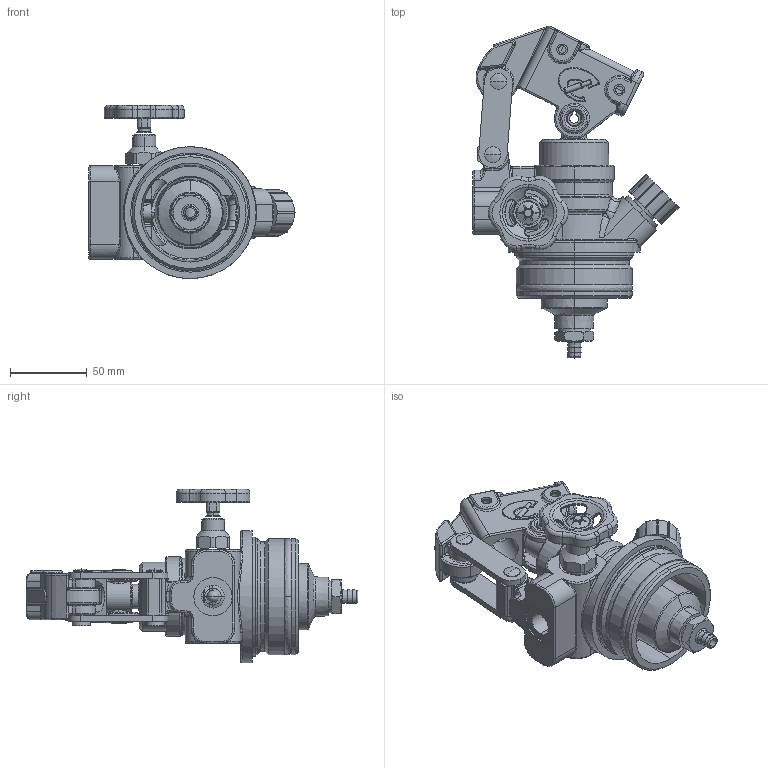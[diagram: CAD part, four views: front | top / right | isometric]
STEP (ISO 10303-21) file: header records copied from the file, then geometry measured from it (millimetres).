
FILE_DESCRIPTION (( 'STEP AP203' ), '1' );
FILE_NAME ('P25SDA1.STEP', '2011-11-18T06:46:05', ( 'Chapel' ), ( 'Chapel' ), 'SwSTEP 2.0', 'SolidWorks 2007', '' );
FILE_SCHEMA (( 'CONFIG_CONTROL_DESIGN' ));
Length unit declared in the file: millimetre
Products named in the file (1): P25SDA1
Bounding box: 134.36 x 216.4 x 112.9 mm (x, y, z)
Surface area: 115776.6 mm2 (no closed solid volume)
Topology: 0 solids, 38 shells, 1150 faces, 3142 edges, 1912 vertices
Faces by surface type: cylinder 422, torus 249, bspline 206, plane 164, cone 79, sphere 30
Entity records: 47046 total; most frequent: CARTESIAN_POINT 19652, DIRECTION 5908, ORIENTED_EDGE 5523, EDGE_CURVE 3076, AXIS2_PLACEMENT_3D 2539, VERTEX_POINT 1905, CIRCLE 1594, EDGE_LOOP 1210
